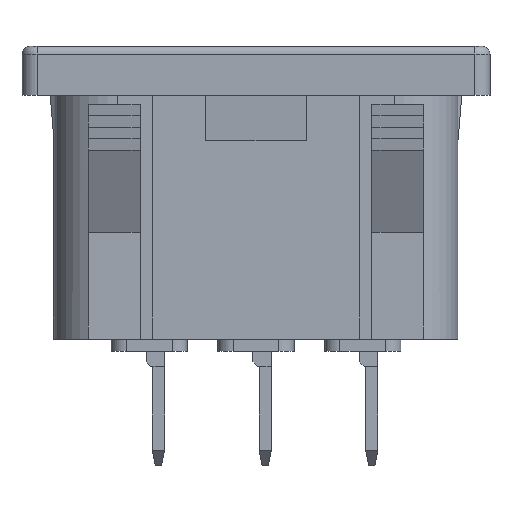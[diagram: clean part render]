
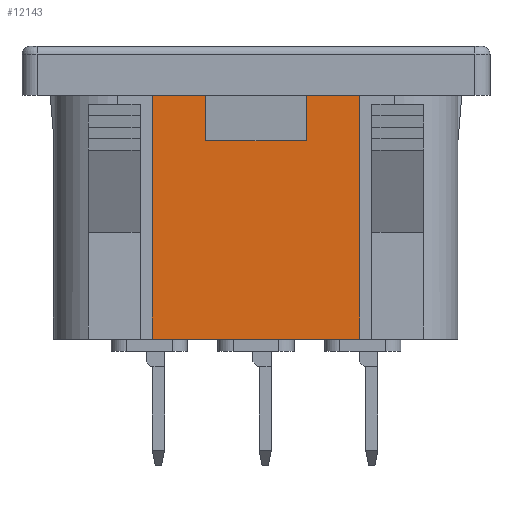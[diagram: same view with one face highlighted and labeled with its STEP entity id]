
A CAD part, front view. The second image highlights one B-rep face of the part: STEP entity #12143.
In plain terms, the highlighted planar face has unit normal (0, -1, 0).
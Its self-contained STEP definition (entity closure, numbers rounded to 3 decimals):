
#50 = EDGE_CURVE ( 'NONE', #71, #70, #1183, .T. ) ;
#62 = VERTEX_POINT ( 'NONE', #1227 ) ;
#69 = EDGE_CURVE ( 'NONE', #62, #73, #1250, .T. ) ;
#70 = VERTEX_POINT ( 'NONE', #1255 ) ;
#71 = VERTEX_POINT ( 'NONE', #1313 ) ;
#73 = VERTEX_POINT ( 'NONE', #1311 ) ;
#79 = VERTEX_POINT ( 'NONE', #1296 ) ;
#83 = EDGE_CURVE ( 'NONE', #79, #71, #1310, .T. ) ;
#87 = VERTEX_POINT ( 'NONE', #1304 ) ;
#1183 = LINE ( 'NONE', #1222, #1221 ) ;
#1220 = DIRECTION ( 'NONE',  ( 0., 0., 1. ) ) ;
#1221 = VECTOR ( 'NONE', #1220, 1000. ) ;
#1222 = CARTESIAN_POINT ( 'NONE',  ( -2.161, -7.485, 6.8 ) ) ;
#1226 = VECTOR ( 'NONE', #1254, 1000. ) ;
#1227 = CARTESIAN_POINT ( 'NONE',  ( -12.261, -7.485, -9.2 ) ) ;
#1249 = CARTESIAN_POINT ( 'NONE',  ( -12.261, -7.485, -9.2 ) ) ;
#1250 = LINE ( 'NONE', #1249, #1226 ) ;
#1254 = DIRECTION ( 'NONE',  ( 0., 0., 1. ) ) ;
#1255 = CARTESIAN_POINT ( 'NONE',  ( -2.161, -7.485, 6.8 ) ) ;
#1287 = DIRECTION ( 'NONE',  ( 1., 0., 0. ) ) ;
#1288 = VECTOR ( 'NONE', #1287, 1000. ) ;
#1289 = CARTESIAN_POINT ( 'NONE',  ( -8.761, -7.485, 3.8 ) ) ;
#1296 = CARTESIAN_POINT ( 'NONE',  ( -8.761, -7.485, 3.8 ) ) ;
#1304 = CARTESIAN_POINT ( 'NONE',  ( -8.761, -7.485, 6.8 ) ) ;
#1310 = LINE ( 'NONE', #1289, #1288 ) ;
#1311 = CARTESIAN_POINT ( 'NONE',  ( -12.261, -7.485, 6.8 ) ) ;
#1313 = CARTESIAN_POINT ( 'NONE',  ( -2.161, -7.485, 3.8 ) ) ;
#9930 = ORIENTED_EDGE ( 'NONE', *, *, #9955, .T. ) ;
#9935 = ORIENTED_EDGE ( 'NONE', *, *, #69, .F. ) ;
#9944 = EDGE_LOOP ( 'NONE', ( #12148, #9930, #9935, #12135, #12133, #12138, #12140, #12139 ) ) ;
#9946 = EDGE_CURVE ( 'NONE', #12134, #12137, #11939, .T. ) ;
#9955 = EDGE_CURVE ( 'NONE', #87, #73, #11928, .T. ) ;
#10164 = EDGE_CURVE ( 'NONE', #79, #87, #11980, .T. ) ;
#11894 = CARTESIAN_POINT ( 'NONE',  ( 1.339, -7.485, 6.8 ) ) ;
#11927 = CARTESIAN_POINT ( 'NONE',  ( 1.339, -7.485, 6.8 ) ) ;
#11928 = LINE ( 'NONE', #11927, #11982 ) ;
#11936 = DIRECTION ( 'NONE',  ( 0., 0., 1. ) ) ;
#11937 = VECTOR ( 'NONE', #11936, 1000. ) ;
#11938 = CARTESIAN_POINT ( 'NONE',  ( 1.339, -7.485, -9.2 ) ) ;
#11939 = LINE ( 'NONE', #11938, #11937 ) ;
#11962 = AXIS2_PLACEMENT_3D ( 'NONE', #11997, #11996, #11995 ) ;
#11963 = LINE ( 'NONE', #11990, #11989 ) ;
#11964 = FACE_OUTER_BOUND ( 'NONE', #9944, .T. ) ;
#11966 = PLANE ( 'NONE',  #11962 ) ;
#11967 = DIRECTION ( 'NONE',  ( -1., 0., 0. ) ) ;
#11968 = VECTOR ( 'NONE', #11967, 1000. ) ;
#11969 = CARTESIAN_POINT ( 'NONE',  ( 1.339, -7.485, -9.2 ) ) ;
#11970 = LINE ( 'NONE', #11969, #11968 ) ;
#11971 = CARTESIAN_POINT ( 'NONE',  ( 1.339, -7.485, -9.2 ) ) ;
#11977 = DIRECTION ( 'NONE',  ( 0., 0., 1. ) ) ;
#11978 = VECTOR ( 'NONE', #11977, 1000. ) ;
#11979 = CARTESIAN_POINT ( 'NONE',  ( -8.761, -7.485, 6.8 ) ) ;
#11980 = LINE ( 'NONE', #11979, #11978 ) ;
#11981 = DIRECTION ( 'NONE',  ( -1., 0., 0. ) ) ;
#11982 = VECTOR ( 'NONE', #11981, 1000. ) ;
#11988 = DIRECTION ( 'NONE',  ( -1., 0., 0. ) ) ;
#11989 = VECTOR ( 'NONE', #11988, 1000. ) ;
#11990 = CARTESIAN_POINT ( 'NONE',  ( 1.339, -7.485, 6.8 ) ) ;
#11995 = DIRECTION ( 'NONE',  ( 0., 0., 1. ) ) ;
#11996 = DIRECTION ( 'NONE',  ( 0., 1., 0. ) ) ;
#11997 = CARTESIAN_POINT ( 'NONE',  ( 1.339, -7.485, -9.2 ) ) ;
#12132 = EDGE_CURVE ( 'NONE', #12134, #62, #11970, .T. ) ;
#12133 = ORIENTED_EDGE ( 'NONE', *, *, #9946, .T. ) ;
#12134 = VERTEX_POINT ( 'NONE', #11971 ) ;
#12135 = ORIENTED_EDGE ( 'NONE', *, *, #12132, .F. ) ;
#12137 = VERTEX_POINT ( 'NONE', #11894 ) ;
#12138 = ORIENTED_EDGE ( 'NONE', *, *, #12144, .T. ) ;
#12139 = ORIENTED_EDGE ( 'NONE', *, *, #83, .F. ) ;
#12140 = ORIENTED_EDGE ( 'NONE', *, *, #50, .F. ) ;
#12143 = ADVANCED_FACE ( 'NONE', ( #11964 ), #11966, .F. ) ;
#12144 = EDGE_CURVE ( 'NONE', #12137, #70, #11963, .T. ) ;
#12148 = ORIENTED_EDGE ( 'NONE', *, *, #10164, .T. ) ;
